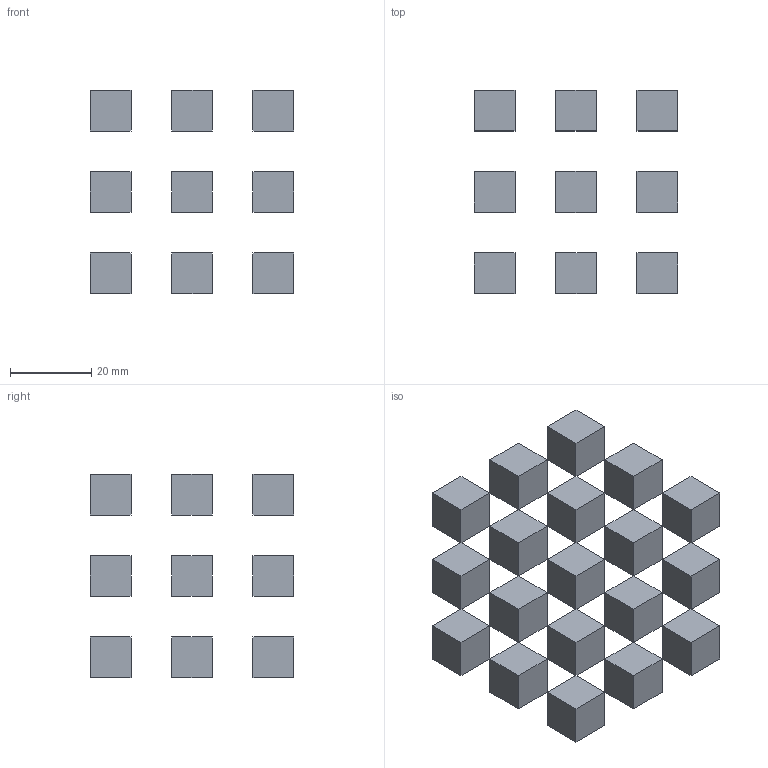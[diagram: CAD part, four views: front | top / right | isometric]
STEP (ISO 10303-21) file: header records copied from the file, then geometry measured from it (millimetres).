
FILE_DESCRIPTION(/* description */ (''),/* implementation_level */ '2;1');
FILE_NAME(/* name */ '4_BasicSolids_Components_ManyBodies.step',/* time_stamp */ '2022-08-14T18:59:14+01:00',/* author */ (''),/* organization */ (''),/* preprocessor_version */ 'ST-DEVELOPER v19',/* originating_system */ 'Autodesk Translation Framework v11.7.0.108',/* authorisation */ '');
FILE_SCHEMA (('AUTOMOTIVE_DESIGN { 1 0 10303 214 3 1 1 }'));
Length unit declared in the file: millimetre
Products named in the file (2): 4_BasicSolids_Components_ManyBodies; Box1
Assembly tree (27 placements, depth 2):
  4_BasicSolids_Components_ManyBodies
    Box1  x27
Bounding box: 50 x 50 x 50 mm (x, y, z)
Volume: 34000 mm3; surface area: 20400 mm2
Topology: 34 solids, 34 shells, 204 faces, 408 edges, 272 vertices
Faces by surface type: plane 204
Entity records: 1476 total; most frequent: DIRECTION 250, CARTESIAN_POINT 237, ORIENTED_EDGE 192, LINE 96, VECTOR 96, EDGE_CURVE 96, AXIS2_PLACEMENT_3D 77, VERTEX_POINT 64
